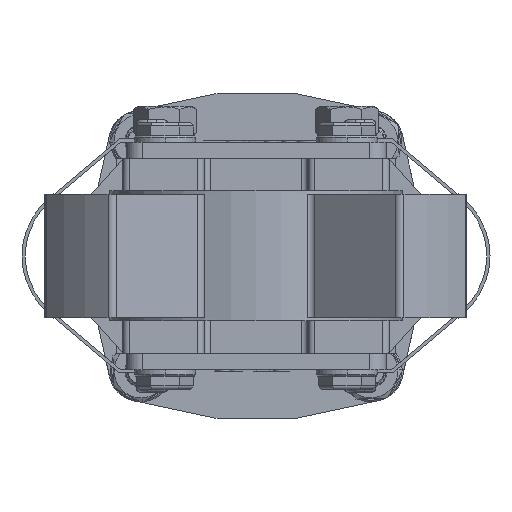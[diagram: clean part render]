
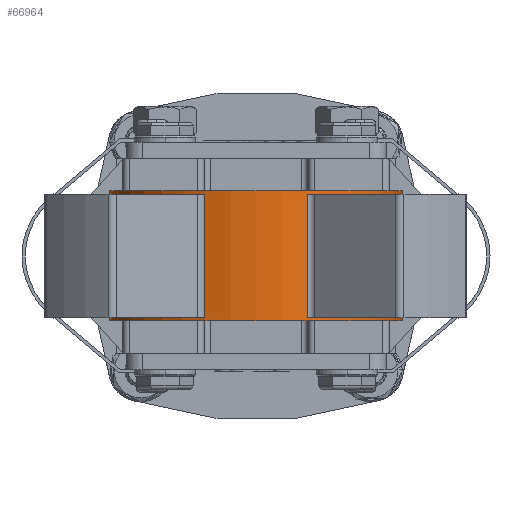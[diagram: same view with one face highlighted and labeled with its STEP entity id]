
A CAD part, front view. The second image highlights one B-rep face of the part: STEP entity #66964.
In plain terms, the highlighted cylindrical face has radius 45 mm (diameter 90 mm), a partial arc.
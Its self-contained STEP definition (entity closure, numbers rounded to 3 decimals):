
#2257 = EDGE_CURVE ( 'NONE', #37723, #35978, #26596, .T. ) ;
#3474 = CARTESIAN_POINT ( 'NONE',  ( 42.121, -15.837, 20. ) ) ;
#5045 = VERTEX_POINT ( 'NONE', #22057 ) ;
#5834 = ORIENTED_EDGE ( 'NONE', *, *, #54240, .F. ) ;
#6443 = DIRECTION ( 'NONE',  ( 0., 0., -1. ) ) ;
#7158 = AXIS2_PLACEMENT_3D ( 'NONE', #72149, #36739, #51455 ) ;
#7344 = CIRCLE ( 'NONE', #71869, 45. ) ;
#9004 = EDGE_CURVE ( 'NONE', #53012, #74969, #68021, .T. ) ;
#9099 = DIRECTION ( 'NONE',  ( 0., 0., -1. ) ) ;
#9584 = FACE_BOUND ( 'NONE', #88843, .T. ) ;
#9764 = VERTEX_POINT ( 'NONE', #53462 ) ;
#10254 = DIRECTION ( 'NONE',  ( 0., 0., 1. ) ) ;
#10389 = DIRECTION ( 'NONE',  ( 1., 0., 0. ) ) ;
#11065 = EDGE_CURVE ( 'NONE', #20748, #35978, #47915, .T. ) ;
#11388 = CARTESIAN_POINT ( 'NONE',  ( 0., 0., 20. ) ) ;
#11848 = EDGE_CURVE ( 'NONE', #74969, #5045, #33407, .T. ) ;
#12531 = EDGE_CURVE ( 'NONE', #49701, #20748, #45423, .T. ) ;
#14475 = AXIS2_PLACEMENT_3D ( 'NONE', #17254, #37974, #52210 ) ;
#15740 = AXIS2_PLACEMENT_3D ( 'NONE', #71991, #73804, #10389 ) ;
#15918 = CARTESIAN_POINT ( 'NONE',  ( 45., 0., 20. ) ) ;
#17192 = LINE ( 'NONE', #3474, #48023 ) ;
#17200 = ORIENTED_EDGE ( 'NONE', *, *, #25022, .T. ) ;
#17254 = CARTESIAN_POINT ( 'NONE',  ( 0., 0., 19. ) ) ;
#18131 = CARTESIAN_POINT ( 'NONE',  ( 0., 0., 20. ) ) ;
#20208 = CARTESIAN_POINT ( 'NONE',  ( -42.121, -15.837, -19. ) ) ;
#20748 = VERTEX_POINT ( 'NONE', #20208 ) ;
#21002 = CARTESIAN_POINT ( 'NONE',  ( -45., 0., 20. ) ) ;
#21116 = CARTESIAN_POINT ( 'NONE',  ( -15.837, -42.121, -19. ) ) ;
#21517 = VECTOR ( 'NONE', #52318, 1000. ) ;
#22057 = CARTESIAN_POINT ( 'NONE',  ( 42.121, -15.837, -19. ) ) ;
#22165 = VECTOR ( 'NONE', #9099, 1000. ) ;
#22498 = CIRCLE ( 'NONE', #79770, 45. ) ;
#22637 = ORIENTED_EDGE ( 'NONE', *, *, #11848, .F. ) ;
#24080 = EDGE_LOOP ( 'NONE', ( #61415, #5834, #17200, #25538 ) ) ;
#24084 = CARTESIAN_POINT ( 'NONE',  ( 15.837, -42.121, 19. ) ) ;
#24238 = CARTESIAN_POINT ( 'NONE',  ( -42.121, -15.837, 20. ) ) ;
#25022 = EDGE_CURVE ( 'NONE', #9764, #77653, #35256, .T. ) ;
#25458 = ORIENTED_EDGE ( 'NONE', *, *, #11065, .F. ) ;
#25538 = ORIENTED_EDGE ( 'NONE', *, *, #66363, .T. ) ;
#26245 = ORIENTED_EDGE ( 'NONE', *, *, #44540, .T. ) ;
#26596 = LINE ( 'NONE', #54694, #37248 ) ;
#27357 = VECTOR ( 'NONE', #6443, 1000. ) ;
#27776 = ORIENTED_EDGE ( 'NONE', *, *, #9004, .F. ) ;
#28306 = DIRECTION ( 'NONE',  ( 0., 0., -1. ) ) ;
#29939 = ORIENTED_EDGE ( 'NONE', *, *, #90650, .T. ) ;
#31579 = FACE_OUTER_BOUND ( 'NONE', #24080, .T. ) ;
#31782 = EDGE_LOOP ( 'NONE', ( #26245, #22637, #27776, #29939 ) ) ;
#32044 = FACE_BOUND ( 'NONE', #31782, .T. ) ;
#32513 = DIRECTION ( 'NONE',  ( -1., 0., 0. ) ) ;
#33407 = CIRCLE ( 'NONE', #15740, 45. ) ;
#35256 = LINE ( 'NONE', #21002, #58448 ) ;
#35978 = VERTEX_POINT ( 'NONE', #21116 ) ;
#36739 = DIRECTION ( 'NONE',  ( 0., 0., 1. ) ) ;
#37248 = VECTOR ( 'NONE', #66660, 1000. ) ;
#37723 = VERTEX_POINT ( 'NONE', #70435 ) ;
#37974 = DIRECTION ( 'NONE',  ( 0., 0., 1. ) ) ;
#38399 = CARTESIAN_POINT ( 'NONE',  ( 0., 0., -19. ) ) ;
#43824 = CIRCLE ( 'NONE', #7158, 45. ) ;
#44022 = LINE ( 'NONE', #15918, #22165 ) ;
#44540 = EDGE_CURVE ( 'NONE', #76940, #5045, #17192, .T. ) ;
#44879 = CARTESIAN_POINT ( 'NONE',  ( 45., 0., 20. ) ) ;
#45078 = CARTESIAN_POINT ( 'NONE',  ( -45., 0., -20. ) ) ;
#45305 = DIRECTION ( 'NONE',  ( 1., 0., 0. ) ) ;
#45423 = LINE ( 'NONE', #24238, #21517 ) ;
#46174 = DIRECTION ( 'NONE',  ( 0., 0., 1. ) ) ;
#46934 = DIRECTION ( 'NONE',  ( 0., 0., -1. ) ) ;
#47915 = CIRCLE ( 'NONE', #68595, 45. ) ;
#48023 = VECTOR ( 'NONE', #46934, 1000. ) ;
#48222 = CARTESIAN_POINT ( 'NONE',  ( 42.121, -15.837, 19. ) ) ;
#48448 = VERTEX_POINT ( 'NONE', #66001 ) ;
#49701 = VERTEX_POINT ( 'NONE', #80078 ) ;
#51455 = DIRECTION ( 'NONE',  ( 1., 0., 0. ) ) ;
#52210 = DIRECTION ( 'NONE',  ( 1., 0., 0. ) ) ;
#52318 = DIRECTION ( 'NONE',  ( 0., 0., -1. ) ) ;
#53012 = VERTEX_POINT ( 'NONE', #24084 ) ;
#53462 = CARTESIAN_POINT ( 'NONE',  ( -45., 0., 20. ) ) ;
#54240 = EDGE_CURVE ( 'NONE', #9764, #73669, #22498, .T. ) ;
#54694 = CARTESIAN_POINT ( 'NONE',  ( -15.837, -42.121, 20. ) ) ;
#55044 = ORIENTED_EDGE ( 'NONE', *, *, #74632, .T. ) ;
#57750 = DIRECTION ( 'NONE',  ( 0., 0., 1. ) ) ;
#58448 = VECTOR ( 'NONE', #28306, 1000. ) ;
#61415 = ORIENTED_EDGE ( 'NONE', *, *, #68224, .F. ) ;
#63949 = ORIENTED_EDGE ( 'NONE', *, *, #2257, .T. ) ;
#66001 = CARTESIAN_POINT ( 'NONE',  ( 45., 0., -20. ) ) ;
#66301 = CARTESIAN_POINT ( 'NONE',  ( 0., 0., -20. ) ) ;
#66363 = EDGE_CURVE ( 'NONE', #77653, #48448, #7344, .T. ) ;
#66660 = DIRECTION ( 'NONE',  ( 0., 0., -1. ) ) ;
#66964 = ADVANCED_FACE ( 'NONE', ( #31579, #9584, #32044 ), #74349, .T. ) ;
#67443 = DIRECTION ( 'NONE',  ( 0., 0., -1. ) ) ;
#68021 = LINE ( 'NONE', #90539, #27357 ) ;
#68224 = EDGE_CURVE ( 'NONE', #73669, #48448, #44022, .T. ) ;
#68595 = AXIS2_PLACEMENT_3D ( 'NONE', #38399, #57750, #72448 ) ;
#70435 = CARTESIAN_POINT ( 'NONE',  ( -15.837, -42.121, 19. ) ) ;
#71789 = AXIS2_PLACEMENT_3D ( 'NONE', #11388, #67443, #32513 ) ;
#71791 = CIRCLE ( 'NONE', #14475, 45. ) ;
#71869 = AXIS2_PLACEMENT_3D ( 'NONE', #66301, #10254, #73225 ) ;
#71991 = CARTESIAN_POINT ( 'NONE',  ( 0., 0., -19. ) ) ;
#72149 = CARTESIAN_POINT ( 'NONE',  ( 0., 0., 19. ) ) ;
#72448 = DIRECTION ( 'NONE',  ( 1., 0., 0. ) ) ;
#73225 = DIRECTION ( 'NONE',  ( 1., 0., 0. ) ) ;
#73669 = VERTEX_POINT ( 'NONE', #44879 ) ;
#73804 = DIRECTION ( 'NONE',  ( 0., 0., 1. ) ) ;
#74349 = CYLINDRICAL_SURFACE ( 'NONE', #71789, 45. ) ;
#74632 = EDGE_CURVE ( 'NONE', #49701, #37723, #43824, .T. ) ;
#74969 = VERTEX_POINT ( 'NONE', #87652 ) ;
#76940 = VERTEX_POINT ( 'NONE', #48222 ) ;
#77653 = VERTEX_POINT ( 'NONE', #45078 ) ;
#79770 = AXIS2_PLACEMENT_3D ( 'NONE', #18131, #46174, #45305 ) ;
#80078 = CARTESIAN_POINT ( 'NONE',  ( -42.121, -15.837, 19. ) ) ;
#80946 = ORIENTED_EDGE ( 'NONE', *, *, #12531, .F. ) ;
#87652 = CARTESIAN_POINT ( 'NONE',  ( 15.837, -42.121, -19. ) ) ;
#88843 = EDGE_LOOP ( 'NONE', ( #25458, #80946, #55044, #63949 ) ) ;
#90539 = CARTESIAN_POINT ( 'NONE',  ( 15.837, -42.121, 20. ) ) ;
#90650 = EDGE_CURVE ( 'NONE', #53012, #76940, #71791, .T. ) ;
